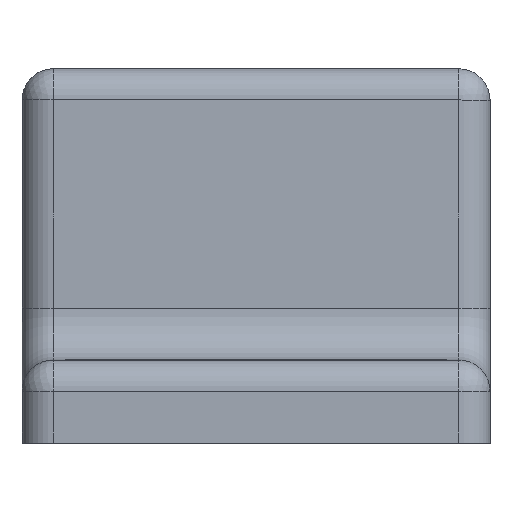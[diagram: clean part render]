
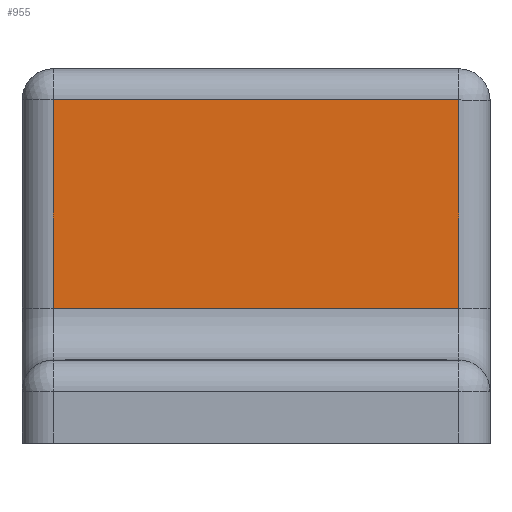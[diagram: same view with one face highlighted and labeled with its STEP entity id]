
A CAD part, front view. The second image highlights one B-rep face of the part: STEP entity #955.
In plain terms, the highlighted planar face has unit normal (0, -1, 0).
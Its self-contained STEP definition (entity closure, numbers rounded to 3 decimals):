
#37=PLANE('',#1071);
#91=FACE_OUTER_BOUND('',#152,.T.);
#152=EDGE_LOOP('',(#785,#786,#787,#788));
#275=LINE('',#1595,#353);
#280=LINE('',#1608,#358);
#283=LINE('',#1615,#361);
#292=LINE('',#1640,#370);
#353=VECTOR('',#1291,20.);
#358=VECTOR('',#1308,39.);
#361=VECTOR('',#1317,20.);
#370=VECTOR('',#1350,39.);
#430=VERTEX_POINT('',#1525);
#435=VERTEX_POINT('',#1540);
#449=VERTEX_POINT('',#1593);
#452=VERTEX_POINT('',#1613);
#557=EDGE_CURVE('',#449,#435,#275,.T.);
#565=EDGE_CURVE('',#435,#430,#280,.T.);
#569=EDGE_CURVE('',#430,#452,#283,.T.);
#582=EDGE_CURVE('',#452,#449,#292,.T.);
#785=ORIENTED_EDGE('',*,*,#569,.F.);
#786=ORIENTED_EDGE('',*,*,#565,.F.);
#787=ORIENTED_EDGE('',*,*,#557,.F.);
#788=ORIENTED_EDGE('',*,*,#582,.F.);
#955=ADVANCED_FACE('',(#91),#37,.T.);
#1071=AXIS2_PLACEMENT_3D('',#1639,#1348,#1349);
#1291=DIRECTION('',(0.,0.,1.));
#1308=DIRECTION('',(1.,0.,0.));
#1317=DIRECTION('',(0.,0.,-1.));
#1348=DIRECTION('center_axis',(0.,-1.,0.));
#1349=DIRECTION('ref_axis',(0.,0.,-1.));
#1350=DIRECTION('',(-1.,0.,0.));
#1525=CARTESIAN_POINT('',(42.,-45.5,36.731));
#1540=CARTESIAN_POINT('',(3.,-45.5,36.731));
#1593=CARTESIAN_POINT('',(3.,-45.5,16.731));
#1595=CARTESIAN_POINT('',(3.,-45.5,31.54));
#1608=CARTESIAN_POINT('',(0.,-45.5,36.731));
#1613=CARTESIAN_POINT('',(42.,-45.5,16.731));
#1615=CARTESIAN_POINT('',(42.,-45.5,31.54));
#1639=CARTESIAN_POINT('Origin',(0.,-45.5,39.731));
#1640=CARTESIAN_POINT('',(0.,-45.5,16.731));
